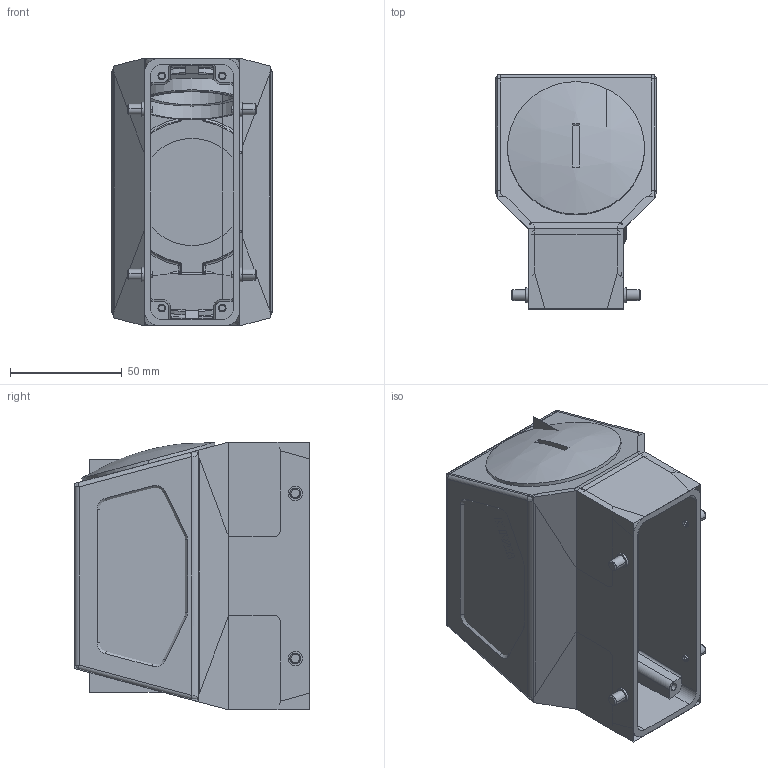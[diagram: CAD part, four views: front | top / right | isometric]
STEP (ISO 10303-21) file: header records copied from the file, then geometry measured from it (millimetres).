
FILE_DESCRIPTION((''),'2;1');
FILE_NAME('W24B-SZ_25_1','2020-03-16T',('sy.ji'),(''),'PRO/ENGINEER BY PARAMETRIC TECHNOLOGY CORPORATION, 2014310','PRO/ENGINEER BY PARAMETRIC TECHNOLOGY CORPORATION, 2014310','');
FILE_SCHEMA(('CONFIG_CONTROL_DESIGN'));
Length unit declared in the file: millimetre
Products named in the file (1): W24B-SZ_25_1
Bounding box: 72 x 105 x 120 mm (x, y, z)
Volume: 146441.7 mm3; surface area: 137456.4 mm2
Topology: 1 solids, 5 shells, 709 faces, 1801 edges, 1112 vertices
Faces by surface type: plane 292, cylinder 210, bspline 72, cone 52, torus 40, sphere 33, extrusion 10
Entity records: 27965 total; most frequent: CARTESIAN_POINT 11335, ORIENTED_EDGE 3493, DIRECTION 3300, EDGE_CURVE 1765, AXIS2_PLACEMENT_3D 1166, VERTEX_POINT 1112, VECTOR 968, LINE 958
